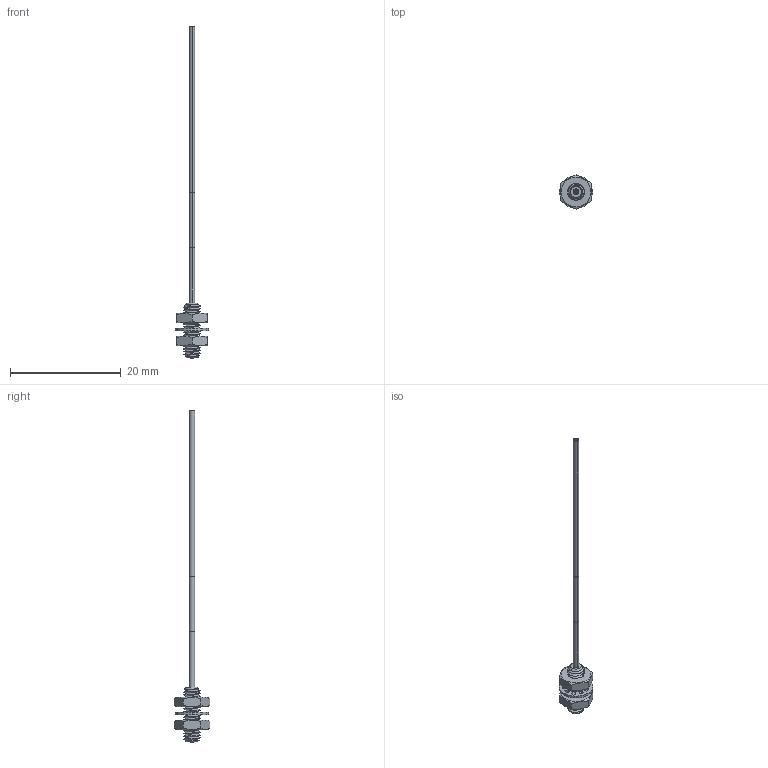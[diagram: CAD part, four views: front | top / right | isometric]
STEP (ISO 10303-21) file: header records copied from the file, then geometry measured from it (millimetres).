
FILE_DESCRIPTION((''),'2;1');
FILE_NAME('166382_ASM','2016-01-05T',('pdmadmin'),(''),'PRO/ENGINEER BY PARAMETRIC TECHNOLOGY CORPORATION, 2013230','PRO/ENGINEER BY PARAMETRIC TECHNOLOGY CORPORATION, 2013230','');
FILE_SCHEMA(('CONFIG_CONTROL_DESIGN'));
Length unit declared in the file: inch
Products named in the file (5): 39139; 38732; 08393_M3_ITLW_NI_PLATE; 08396_M3X0; 166382_ASM
Assembly tree (5 placements, depth 2):
  166382_ASM
    39139
    38732
    08393_M3_ITLW_NI_PLATE
    08396_M3X0  x2
Bounding box: 5.99 x 6.35 x 59.91 mm (x, y, z)
Volume: 154.1 mm3; surface area: 747.4 mm2
Topology: 5 solids, 9 shells, 225 faces, 588 edges, 373 vertices
Faces by surface type: cylinder 107, cone 54, plane 42, bspline 22
Entity records: 11549 total; most frequent: CARTESIAN_POINT 6714, ORIENTED_EDGE 1008, DIRECTION 962, EDGE_CURVE 520, AXIS2_PLACEMENT_3D 375, VERTEX_POINT 335, VECTOR 212, LINE 212
